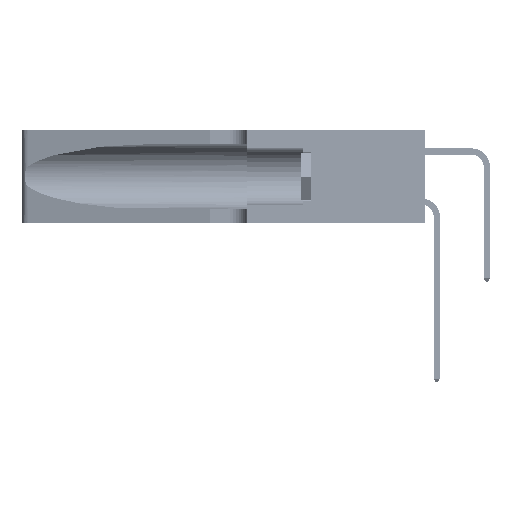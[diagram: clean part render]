
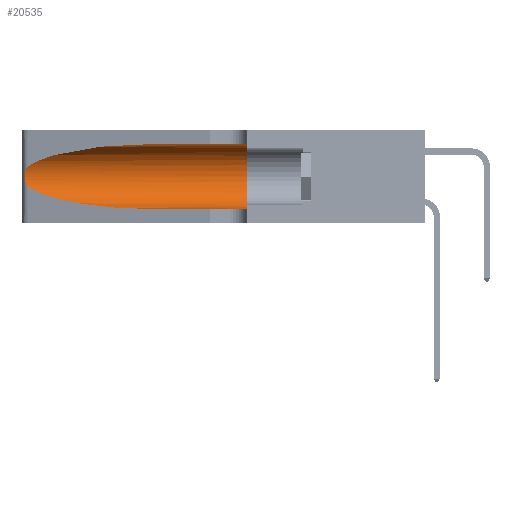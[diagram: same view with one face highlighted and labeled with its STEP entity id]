
A CAD part, left-side view. The second image highlights one B-rep face of the part: STEP entity #20535.
In plain terms, the highlighted cylindrical face has radius 3.308 mm (diameter 6.617 mm), a partial arc.
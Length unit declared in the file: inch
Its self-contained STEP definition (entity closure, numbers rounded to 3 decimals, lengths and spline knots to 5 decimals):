
#463 = EDGE_LOOP ( 'NONE', ( #11195, #32249, #41124, #19847, #26124, #49646 ) ) ;
#745 = EDGE_CURVE ( 'NONE', #27139, #29202, #28755, .T. ) ;
#1872 = FACE_OUTER_BOUND ( 'NONE', #463, .T. ) ;
#1877 = CARTESIAN_POINT ( 'NONE',  ( 0.26018, 1.23835, 0.19895 ) ) ;
#3962 = VERTEX_POINT ( 'NONE', #19068 ) ;
#5153 =( BOUNDED_CURVE ( )  B_SPLINE_CURVE ( 3, ( #49373, #26275, #10771, #42019 ),
 .UNSPECIFIED., .F., .F. ) 
 B_SPLINE_CURVE_WITH_KNOTS ( ( 4, 4 ),
 ( 1.5708, 2.84003 ),
 .UNSPECIFIED. ) 
 CURVE ( )  GEOMETRIC_REPRESENTATION_ITEM ( )  RATIONAL_B_SPLINE_CURVE ( ( 1., 0.87, 0.87, 1. ) ) 
 REPRESENTATION_ITEM ( '' )  );
#6414 = LINE ( 'NONE', #23081, #47312 ) ;
#8113 = CIRCLE ( 'NONE', #21016, 0.13025 ) ;
#8496 = CARTESIAN_POINT ( 'NONE',  ( 0.1305, 0.72297, 0.05475 ) ) ;
#9908 = CARTESIAN_POINT ( 'NONE',  ( 0.25487, 1.22718, 0.14631 ) ) ;
#10074 = CARTESIAN_POINT ( 'NONE',  ( 0.25555, 1.22993, 0.14849 ) ) ;
#10568 = CARTESIAN_POINT ( 'NONE',  ( 0.25639, 1.23186, 0.15144 ) ) ;
#10771 = CARTESIAN_POINT ( 'NONE',  ( 0.2373, 1.15595, 0.28018 ) ) ;
#10999 = DIRECTION ( 'NONE',  ( 0., 0., -1. ) ) ;
#11195 = ORIENTED_EDGE ( 'NONE', *, *, #28080, .T. ) ;
#13308 = CARTESIAN_POINT ( 'NONE',  ( 0.25555, 1.22994, 0.2215 ) ) ;
#14207 =( BOUNDED_CURVE ( )  B_SPLINE_CURVE ( 3, ( #23025, #35147, #39061, #8496 ),
 .UNSPECIFIED., .F., .F. ) 
 B_SPLINE_CURVE_WITH_KNOTS ( ( 4, 4 ),
 ( 3.44316, 4.71239 ),
 .UNSPECIFIED. ) 
 CURVE ( )  GEOMETRIC_REPRESENTATION_ITEM ( )  RATIONAL_B_SPLINE_CURVE ( ( 1., 0.87, 0.87, 1. ) ) 
 REPRESENTATION_ITEM ( '' )  );
#14530 = CARTESIAN_POINT ( 'NONE',  ( 0.1305, 0.35, 0.05475 ) ) ;
#14711 = AXIS2_PLACEMENT_3D ( 'NONE', #42244, #46016, #10999 ) ;
#17585 = CARTESIAN_POINT ( 'NONE',  ( 0.25639, 1.23184, 0.21858 ) ) ;
#19068 = CARTESIAN_POINT ( 'NONE',  ( 0.1305, 0.72297, 0.05475 ) ) ;
#19847 = ORIENTED_EDGE ( 'NONE', *, *, #42350, .T. ) ;
#19918 = CARTESIAN_POINT ( 'NONE',  ( 0.25487, 1.22718, 0.22369 ) ) ;
#20163 = CARTESIAN_POINT ( 'NONE',  ( 0.1305, 1.61858, 0.31525 ) ) ;
#20501 = DIRECTION ( 'NONE',  ( 0., -1., 0. ) ) ;
#20535 = ADVANCED_FACE ( 'NONE', ( #1872 ), #43410, .F. ) ;
#21016 = AXIS2_PLACEMENT_3D ( 'NONE', #28408, #40370, #32336 ) ;
#21798 = VERTEX_POINT ( 'NONE', #47526 ) ;
#22585 = EDGE_CURVE ( 'NONE', #28228, #21798, #45245, .T. ) ;
#23025 = CARTESIAN_POINT ( 'NONE',  ( 0.25487, 1.22718, 0.14631 ) ) ;
#23081 = CARTESIAN_POINT ( 'NONE',  ( 0.1305, 1.61858, 0.05475 ) ) ;
#25067 = CARTESIAN_POINT ( 'NONE',  ( 0.26017, 1.23833, 0.17102 ) ) ;
#25257 = CARTESIAN_POINT ( 'NONE',  ( 0.25854, 1.2359, 0.20912 ) ) ;
#25433 = CARTESIAN_POINT ( 'NONE',  ( 0.26075, 1.23896, 0.178 ) ) ;
#26124 = ORIENTED_EDGE ( 'NONE', *, *, #46617, .F. ) ;
#26275 = CARTESIAN_POINT ( 'NONE',  ( 0.18966, 0.96281, 0.31525 ) ) ;
#27139 = VERTEX_POINT ( 'NONE', #46694 ) ;
#28080 = EDGE_CURVE ( 'NONE', #27139, #28228, #5153, .T. ) ;
#28214 = EDGE_CURVE ( 'NONE', #21798, #3962, #14207, .T. ) ;
#28228 = VERTEX_POINT ( 'NONE', #19918 ) ;
#28408 = CARTESIAN_POINT ( 'NONE',  ( 0.1305, 0.35, 0.185 ) ) ;
#28712 = CARTESIAN_POINT ( 'NONE',  ( 0.1305, 0.35, 0.31525 ) ) ;
#28755 = LINE ( 'NONE', #20163, #48335 ) ;
#28818 = CARTESIAN_POINT ( 'NONE',  ( 0.25487, 1.22718, 0.22369 ) ) ;
#29009 = CARTESIAN_POINT ( 'NONE',  ( 0.25856, 1.23593, 0.16098 ) ) ;
#29202 = VERTEX_POINT ( 'NONE', #28712 ) ;
#32249 = ORIENTED_EDGE ( 'NONE', *, *, #22585, .T. ) ;
#32336 = DIRECTION ( 'NONE',  ( 0., 0., 1. ) ) ;
#33790 = CARTESIAN_POINT ( 'NONE',  ( 0.25789, 1.23486, 0.15765 ) ) ;
#35147 = CARTESIAN_POINT ( 'NONE',  ( 0.2373, 1.15595, 0.08982 ) ) ;
#35366 = DIRECTION ( 'NONE',  ( 0., -1., 0. ) ) ;
#39061 = CARTESIAN_POINT ( 'NONE',  ( 0.18966, 0.96281, 0.05475 ) ) ;
#40370 = DIRECTION ( 'NONE',  ( 0., 1., 0. ) ) ;
#40635 = CARTESIAN_POINT ( 'NONE',  ( 0.25787, 1.23484, 0.2124 ) ) ;
#41124 = ORIENTED_EDGE ( 'NONE', *, *, #28214, .T. ) ;
#42019 = CARTESIAN_POINT ( 'NONE',  ( 0.25487, 1.22718, 0.22369 ) ) ;
#42244 = CARTESIAN_POINT ( 'NONE',  ( 0.1305, 1.61858, 0.185 ) ) ;
#42350 = EDGE_CURVE ( 'NONE', #3962, #47485, #6414, .T. ) ;
#43410 = CYLINDRICAL_SURFACE ( 'NONE', #14711, 0.13025 ) ;
#45245 = B_SPLINE_CURVE_WITH_KNOTS ( 'NONE', 3,
 ( #28818, #13308, #17585, #40635, #25257, #1877, #48498, #25433, #25067, #29009, #33790, #10568, #10074, #9908 ),
 .UNSPECIFIED., .F., .F.,
 ( 4, 2, 2, 2, 2, 2, 4 ),
 ( 0., 0.00027, 0.00053, 0.00107, 0.0016, 0.00187, 0.00214 ),
 .UNSPECIFIED. ) ;
#46016 = DIRECTION ( 'NONE',  ( 0., -1., 0. ) ) ;
#46617 = EDGE_CURVE ( 'NONE', #29202, #47485, #8113, .T. ) ;
#46694 = CARTESIAN_POINT ( 'NONE',  ( 0.1305, 0.72297, 0.31525 ) ) ;
#47312 = VECTOR ( 'NONE', #35366, 39.37008 ) ;
#47485 = VERTEX_POINT ( 'NONE', #14530 ) ;
#47526 = CARTESIAN_POINT ( 'NONE',  ( 0.25487, 1.22718, 0.14631 ) ) ;
#48335 = VECTOR ( 'NONE', #20501, 39.37008 ) ;
#48498 = CARTESIAN_POINT ( 'NONE',  ( 0.26075, 1.23896, 0.19203 ) ) ;
#49373 = CARTESIAN_POINT ( 'NONE',  ( 0.1305, 0.72297, 0.31525 ) ) ;
#49646 = ORIENTED_EDGE ( 'NONE', *, *, #745, .F. ) ;
